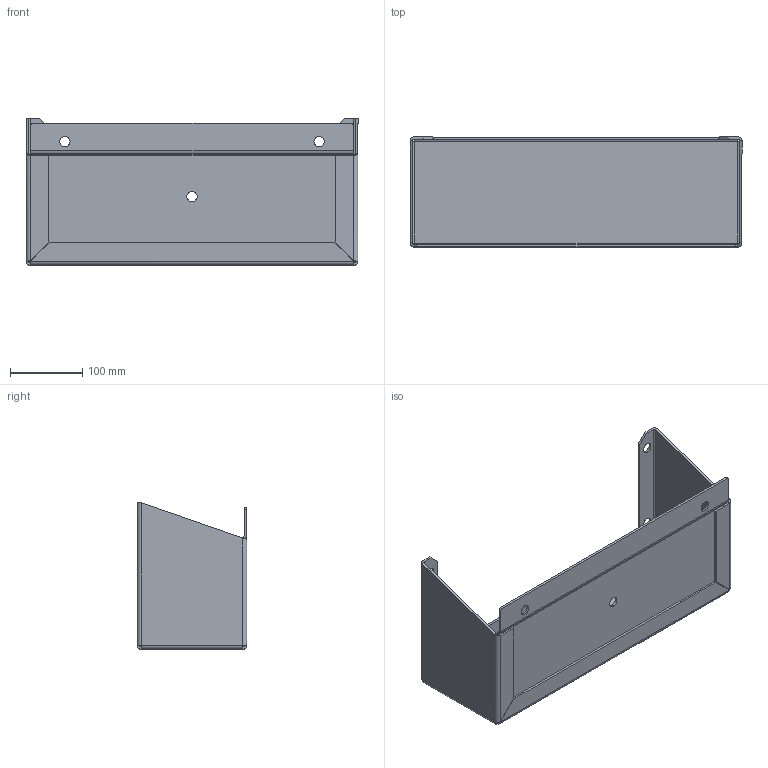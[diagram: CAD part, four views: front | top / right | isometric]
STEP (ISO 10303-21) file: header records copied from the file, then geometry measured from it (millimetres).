
FILE_DESCRIPTION((''),'2;1');
FILE_NAME('FK0618.stp','2013-05-15T19:32:01',('ps'),(''),'Autodesk Inventor 2012','Autodesk Inventor 2012','');
FILE_SCHEMA(('AUTOMOTIVE_DESIGN { 1 0 10303 214 1 1 1 1 }'));
Length unit declared in the file: inch
Products named in the file (3): FK-assm; FK0618LG; FK18B
Assembly tree (2 placements, depth 2):
  FK-assm
    FK0618LG
    FK18B
Bounding box: 460.38 x 152.4 x 203.2 mm (x, y, z)
Volume: 788418.1 mm3; surface area: 508844.1 mm2
Topology: 2 solids, 2 shells, 97 faces, 221 edges, 128 vertices
Faces by surface type: plane 54, cylinder 33, bspline 10
Full cylindrical faces by diameter (mm): 14.288 x9
Entity records: 3169 total; most frequent: CARTESIAN_POINT 876, ORIENTED_EDGE 424, DIRECTION 414, EDGE_CURVE 212, AXIS2_PLACEMENT_3D 138, VECTOR 138, LINE 138, VERTEX_POINT 128
